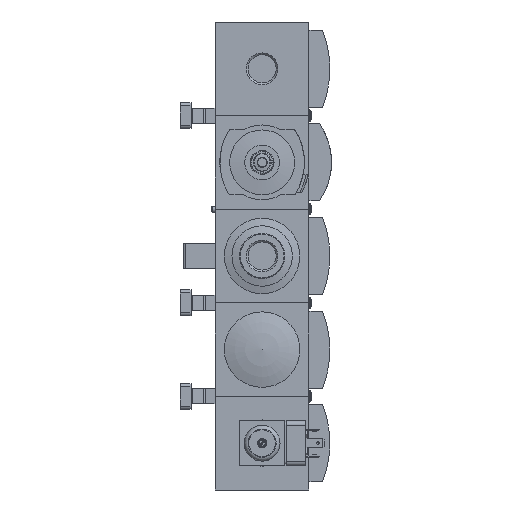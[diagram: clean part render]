
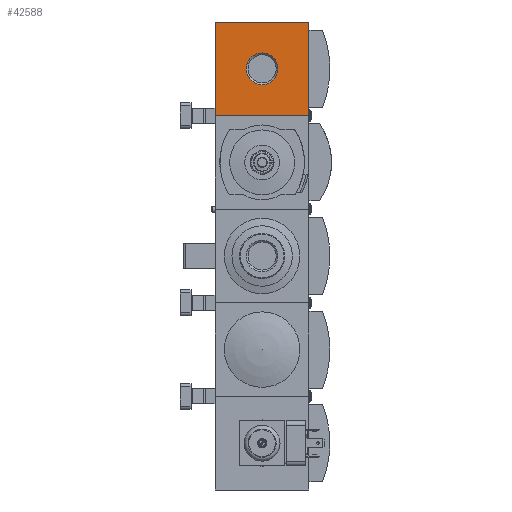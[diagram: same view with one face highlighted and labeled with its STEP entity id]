
A CAD part, front view. The second image highlights one B-rep face of the part: STEP entity #42588.
In plain terms, the highlighted planar face has unit normal (0, -1, 0).
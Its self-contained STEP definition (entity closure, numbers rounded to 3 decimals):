
#445=PLANE('',#44556);
#1942=LINE('',#57481,#5419);
#1950=LINE('',#57496,#5427);
#1966=LINE('',#57526,#5443);
#2006=LINE('',#57617,#5483);
#5419=VECTOR('',#47825,1000.);
#5427=VECTOR('',#47835,1000.);
#5443=VECTOR('',#47853,1000.);
#5483=VECTOR('',#47931,1000.);
#8700=CIRCLE('',#44557,10.478);
#10217=ORIENTED_EDGE('',*,*,#19463,.F.);
#10218=ORIENTED_EDGE('',*,*,#19379,.F.);
#10219=ORIENTED_EDGE('',*,*,#19371,.F.);
#10220=ORIENTED_EDGE('',*,*,#19395,.F.);
#10221=ORIENTED_EDGE('',*,*,#19444,.F.);
#19371=EDGE_CURVE('',#24020,#24021,#1942,.T.);
#19379=EDGE_CURVE('',#24021,#24027,#1950,.T.);
#19395=EDGE_CURVE('',#24039,#24020,#1966,.T.);
#19444=EDGE_CURVE('',#24027,#24039,#2006,.T.);
#19463=EDGE_CURVE('',#24081,#24081,#8700,.T.);
#24020=VERTEX_POINT('',#57480);
#24021=VERTEX_POINT('',#57482);
#24027=VERTEX_POINT('',#57497);
#24039=VERTEX_POINT('',#57525);
#24081=VERTEX_POINT('',#57656);
#27206=EDGE_LOOP('',(#10217));
#27207=EDGE_LOOP('',(#10218,#10219,#10220,#10221));
#29402=FACE_BOUND('',#27206,.T.);
#29403=FACE_BOUND('',#27207,.T.);
#42588=ADVANCED_FACE('',(#29402,#29403),#445,.F.);
#44556=AXIS2_PLACEMENT_3D('',#57654,#47973,#47974);
#44557=AXIS2_PLACEMENT_3D('',#57655,#47975,#47976);
#47825=DIRECTION('',(-1.,0.,0.));
#47835=DIRECTION('',(0.,0.,1.));
#47853=DIRECTION('',(0.,0.,-1.));
#47931=DIRECTION('',(1.,0.,0.));
#47973=DIRECTION('',(0.,1.,0.));
#47974=DIRECTION('',(0.,0.,1.));
#47975=DIRECTION('',(0.,-1.,0.));
#47976=DIRECTION('',(0.,0.,-1.));
#57480=CARTESIAN_POINT('',(31.,-45.,-31.));
#57481=CARTESIAN_POINT('',(31.,-45.,-31.));
#57482=CARTESIAN_POINT('',(-31.,-45.,-31.));
#57496=CARTESIAN_POINT('',(-31.,-45.,-31.));
#57497=CARTESIAN_POINT('',(-31.,-45.,31.));
#57525=CARTESIAN_POINT('',(31.,-45.,31.));
#57526=CARTESIAN_POINT('',(31.,-45.,31.));
#57617=CARTESIAN_POINT('',(-31.,-45.,31.));
#57654=CARTESIAN_POINT('',(0.,-45.,0.));
#57655=CARTESIAN_POINT('',(0.,-45.,0.));
#57656=CARTESIAN_POINT('',(0.,-45.,-10.478));
